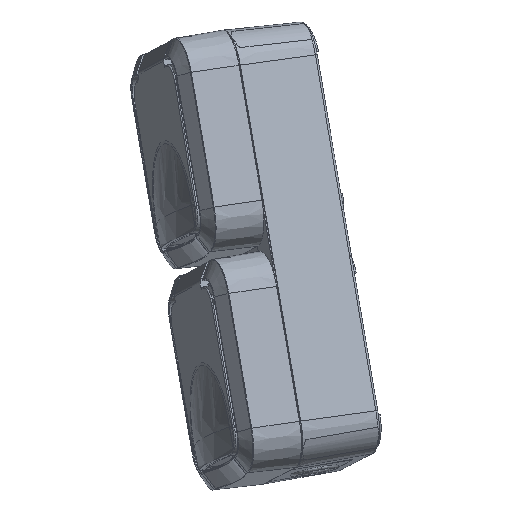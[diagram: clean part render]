
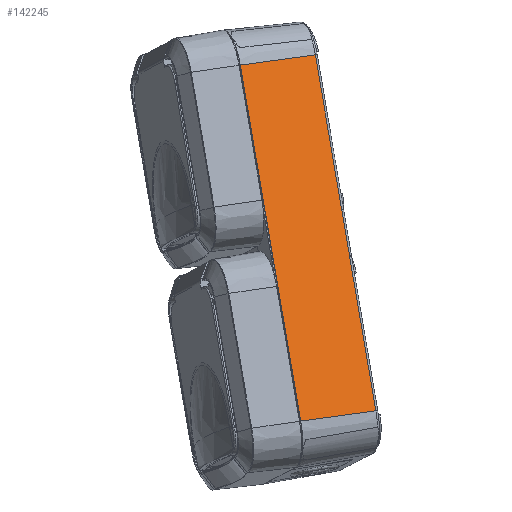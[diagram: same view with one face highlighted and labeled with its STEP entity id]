
A CAD part, top view. The second image highlights one B-rep face of the part: STEP entity #142245.
In plain terms, the highlighted planar face has unit normal (0.299, 0.139, 0.944).
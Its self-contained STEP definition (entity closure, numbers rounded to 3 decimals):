
#476 = AXIS2_PLACEMENT_3D ( 'NONE', #52424, #49909, #14255 ) ;
#6196 = EDGE_CURVE ( 'NONE', #132043, #121400, #130018, .T. ) ;
#7270 = CARTESIAN_POINT ( 'NONE',  ( -37.16, 71.69, 93.184 ) ) ;
#7275 = EDGE_CURVE ( 'NONE', #82481, #132043, #46947, .T. ) ;
#9043 = B_SPLINE_CURVE_WITH_KNOTS ( 'NONE', 3,
 ( #117553, #50764, #65090, #114237 ),
 .UNSPECIFIED., .F., .F.,
 ( 4, 4 ),
 ( 0., 1. ),
 .UNSPECIFIED. ) ;
#14255 = DIRECTION ( 'NONE',  ( -0.167, 0.982, -0.092 ) ) ;
#16768 = CARTESIAN_POINT ( 'NONE',  ( -7.645, 62.408, 85.209 ) ) ;
#19115 = CARTESIAN_POINT ( 'NONE',  ( -44.496, 114.888, 89.134 ) ) ;
#23558 = CARTESIAN_POINT ( 'NONE',  ( -7.633, 62.334, 85.216 ) ) ;
#27229 = B_SPLINE_CURVE_WITH_KNOTS ( 'NONE', 3,
 ( #37095, #115005, #98970, #166608 ),
 .UNSPECIFIED., .F., .F.,
 ( 4, 4 ),
 ( 0., 1. ),
 .UNSPECIFIED. ) ;
#27671 = EDGE_CURVE ( 'NONE', #105848, #82481, #129777, .T. ) ;
#29464 = CARTESIAN_POINT ( 'NONE',  ( -14.014, 99.91, 81.692 ) ) ;
#31460 = CARTESIAN_POINT ( 'NONE',  ( -17.198, 118.662, 79.934 ) ) ;
#32044 = CARTESIAN_POINT ( 'NONE',  ( -7.645, 62.408, 85.209 ) ) ;
#36035 = CARTESIAN_POINT ( 'NONE',  ( -22.488, -14.706, 101.285 ) ) ;
#37095 = CARTESIAN_POINT ( 'NONE',  ( -4.761, 45.428, 86.801 ) ) ;
#38058 = CARTESIAN_POINT ( 'NONE',  ( -5.717, 51.052, 86.274 ) ) ;
#45412 = CARTESIAN_POINT ( 'NONE',  ( -22.488, -14.706, 101.285 ) ) ;
#46947 = B_SPLINE_CURVE_WITH_KNOTS ( 'NONE', 3,
 ( #45412, #122439, #7270, #19115 ),
 .UNSPECIFIED., .F., .F.,
 ( 4, 4 ),
 ( 0., 1. ),
 .UNSPECIFIED. ) ;
#48243 = PLANE ( 'NONE',  #476 ) ;
#48704 = B_SPLINE_CURVE_WITH_KNOTS ( 'NONE', 3,
 ( #130297, #29464, #79477, #16768 ),
 .UNSPECIFIED., .F., .F.,
 ( 4, 4 ),
 ( 0., 1. ),
 .UNSPECIFIED. ) ;
#49909 = DIRECTION ( 'NONE',  ( -0.299, -0.139, -0.944 ) ) ;
#50764 = CARTESIAN_POINT ( 'NONE',  ( -1.559, 26.57, 88.569 ) ) ;
#52424 = CARTESIAN_POINT ( 'NONE',  ( -22.488, -14.706, 101.285 ) ) ;
#52973 = VERTEX_POINT ( 'NONE', #156026 ) ;
#55533 = VERTEX_POINT ( 'NONE', #122136 ) ;
#60669 = CARTESIAN_POINT ( 'NONE',  ( -13.389, -13.448, 98.218 ) ) ;
#62050 = CARTESIAN_POINT ( 'NONE',  ( -44.496, 114.888, 89.134 ) ) ;
#62541 = ORIENTED_EDGE ( 'NONE', *, *, #27671, .F. ) ;
#62876 = EDGE_CURVE ( 'NONE', #163383, #52973, #124799, .T. ) ;
#65090 = CARTESIAN_POINT ( 'NONE',  ( 1.626, 7.818, 90.327 ) ) ;
#77046 = CARTESIAN_POINT ( 'NONE',  ( -7.627, 62.301, 85.219 ) ) ;
#79477 = CARTESIAN_POINT ( 'NONE',  ( -10.829, 81.159, 83.451 ) ) ;
#80960 = EDGE_CURVE ( 'NONE', #52973, #141265, #87786, .T. ) ;
#82481 = VERTEX_POINT ( 'NONE', #36035 ) ;
#85059 = CARTESIAN_POINT ( 'NONE',  ( 4.81, -10.933, 92.086 ) ) ;
#85409 = CARTESIAN_POINT ( 'NONE',  ( -7.645, 62.408, 85.209 ) ) ;
#87786 = B_SPLINE_CURVE_WITH_KNOTS ( 'NONE', 3,
 ( #77046, #167559, #38058, #130340 ),
 .UNSPECIFIED., .F., .F.,
 ( 4, 4 ),
 ( 0., 1. ),
 .UNSPECIFIED. ) ;
#90629 = ORIENTED_EDGE ( 'NONE', *, *, #6196, .F. ) ;
#98970 = CARTESIAN_POINT ( 'NONE',  ( -4.749, 45.357, 86.808 ) ) ;
#99591 = CARTESIAN_POINT ( 'NONE',  ( -22.488, -14.706, 101.285 ) ) ;
#102915 = CARTESIAN_POINT ( 'NONE',  ( -4.289, -12.191, 95.152 ) ) ;
#105848 = VERTEX_POINT ( 'NONE', #85059 ) ;
#111662 = CARTESIAN_POINT ( 'NONE',  ( -7.639, 62.372, 85.212 ) ) ;
#113670 = CARTESIAN_POINT ( 'NONE',  ( -35.397, 116.146, 86.067 ) ) ;
#114237 = CARTESIAN_POINT ( 'NONE',  ( 4.81, -10.933, 92.086 ) ) ;
#115005 = CARTESIAN_POINT ( 'NONE',  ( -4.757, 45.399, 86.804 ) ) ;
#115345 = CARTESIAN_POINT ( 'NONE',  ( -26.298, 117.404, 83. ) ) ;
#117553 = CARTESIAN_POINT ( 'NONE',  ( -4.743, 45.321, 86.811 ) ) ;
#121400 = VERTEX_POINT ( 'NONE', #31460 ) ;
#122136 = CARTESIAN_POINT ( 'NONE',  ( -4.743, 45.321, 86.811 ) ) ;
#122439 = CARTESIAN_POINT ( 'NONE',  ( -29.824, 28.492, 97.235 ) ) ;
#123665 = ORIENTED_EDGE ( 'NONE', *, *, #142303, .F. ) ;
#124799 = B_SPLINE_CURVE_WITH_KNOTS ( 'NONE', 3,
 ( #85409, #111662, #23558, #137049 ),
 .UNSPECIFIED., .F., .F.,
 ( 4, 4 ),
 ( 0., 1. ),
 .UNSPECIFIED. ) ;
#128951 = EDGE_CURVE ( 'NONE', #121400, #163383, #48704, .T. ) ;
#129777 = B_SPLINE_CURVE_WITH_KNOTS ( 'NONE', 3,
 ( #154520, #102915, #60669, #99591 ),
 .UNSPECIFIED., .F., .F.,
 ( 4, 4 ),
 ( 0., 1. ),
 .UNSPECIFIED. ) ;
#130018 = B_SPLINE_CURVE_WITH_KNOTS ( 'NONE', 3,
 ( #62050, #113670, #115345, #140727 ),
 .UNSPECIFIED., .F., .F.,
 ( 4, 4 ),
 ( 0., 1. ),
 .UNSPECIFIED. ) ;
#130065 = ORIENTED_EDGE ( 'NONE', *, *, #7275, .F. ) ;
#130297 = CARTESIAN_POINT ( 'NONE',  ( -17.198, 118.662, 79.934 ) ) ;
#130340 = CARTESIAN_POINT ( 'NONE',  ( -4.761, 45.428, 86.801 ) ) ;
#130714 = CARTESIAN_POINT ( 'NONE',  ( -44.496, 114.888, 89.134 ) ) ;
#132043 = VERTEX_POINT ( 'NONE', #130714 ) ;
#134178 = CARTESIAN_POINT ( 'NONE',  ( -4.761, 45.428, 86.801 ) ) ;
#136113 = EDGE_LOOP ( 'NONE', ( #159865, #158265, #150148, #149758, #90629, #130065, #62541, #123665 ) ) ;
#137049 = CARTESIAN_POINT ( 'NONE',  ( -7.627, 62.301, 85.219 ) ) ;
#140727 = CARTESIAN_POINT ( 'NONE',  ( -17.198, 118.662, 79.934 ) ) ;
#141265 = VERTEX_POINT ( 'NONE', #134178 ) ;
#142245 = ADVANCED_FACE ( 'NONE', ( #164172 ), #48243, .F. ) ;
#142303 = EDGE_CURVE ( 'NONE', #55533, #105848, #9043, .T. ) ;
#149758 = ORIENTED_EDGE ( 'NONE', *, *, #128951, .F. ) ;
#150148 = ORIENTED_EDGE ( 'NONE', *, *, #62876, .F. ) ;
#154520 = CARTESIAN_POINT ( 'NONE',  ( 4.81, -10.933, 92.086 ) ) ;
#156026 = CARTESIAN_POINT ( 'NONE',  ( -7.627, 62.301, 85.219 ) ) ;
#158265 = ORIENTED_EDGE ( 'NONE', *, *, #80960, .F. ) ;
#159865 = ORIENTED_EDGE ( 'NONE', *, *, #164940, .F. ) ;
#163383 = VERTEX_POINT ( 'NONE', #32044 ) ;
#164172 = FACE_OUTER_BOUND ( 'NONE', #136113, .T. ) ;
#164940 = EDGE_CURVE ( 'NONE', #141265, #55533, #27229, .T. ) ;
#166608 = CARTESIAN_POINT ( 'NONE',  ( -4.743, 45.321, 86.811 ) ) ;
#167559 = CARTESIAN_POINT ( 'NONE',  ( -6.672, 56.676, 85.746 ) ) ;
